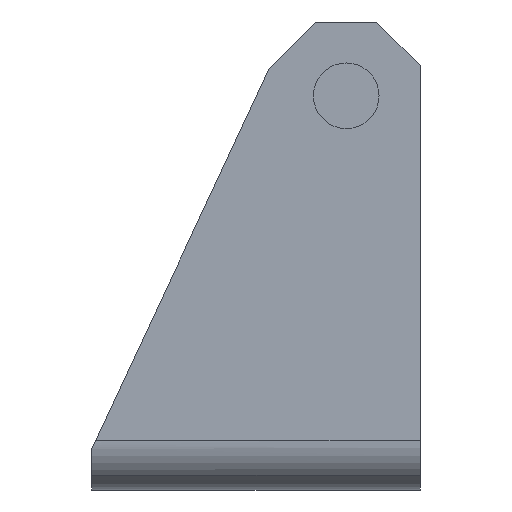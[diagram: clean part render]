
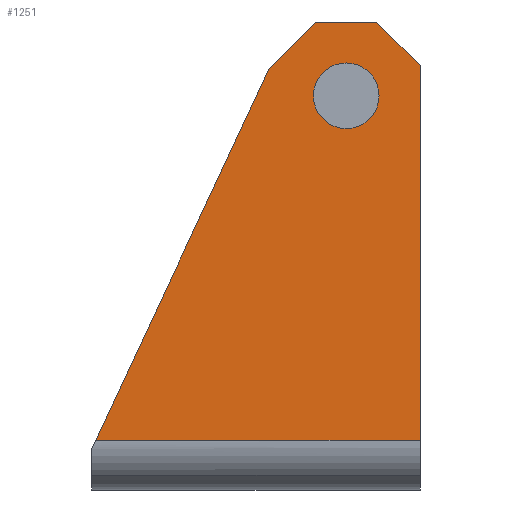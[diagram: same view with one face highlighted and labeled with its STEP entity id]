
A CAD part, top view. The second image highlights one B-rep face of the part: STEP entity #1251.
In plain terms, the highlighted planar face has unit normal (0, 0, 1).
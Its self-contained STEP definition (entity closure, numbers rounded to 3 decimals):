
#133=CARTESIAN_POINT('',(-2.0,24.,6.5));
#134=VERTEX_POINT('',#133);
#143=CARTESIAN_POINT('',(2.0,24.,6.5));
#144=VERTEX_POINT('',#143);
#145=CARTESIAN_POINT('',(0.0,24.,6.5));
#146=DIRECTION('',(0.0,0.0,-1.0));
#147=DIRECTION('',(-1.0,0.0,0.0));
#148=AXIS2_PLACEMENT_3D('',#145,#146,#147);
#149=CIRCLE('',#148,2.0);
#150=EDGE_CURVE('',#144,#134,#149,.T.);
#395=CARTESIAN_POINT('',(4.5,3.,6.5));
#396=VERTEX_POINT('',#395);
#404=CARTESIAN_POINT('',(-15.267,3.,6.5));
#405=VERTEX_POINT('',#404);
#406=CARTESIAN_POINT('',(4.5,3.,6.5));
#407=DIRECTION('',(-1.0,0.0,0.0));
#408=VECTOR('',#407,19.767);
#409=LINE('',#406,#408);
#410=EDGE_CURVE('',#396,#405,#409,.T.);
#669=CARTESIAN_POINT('',(-4.697,25.667,6.5));
#670=VERTEX_POINT('',#669);
#671=CARTESIAN_POINT('',(-15.267,3.,6.5));
#672=DIRECTION('',(0.423,0.906,0.0));
#673=VECTOR('',#672,25.01);
#674=LINE('',#671,#673);
#675=EDGE_CURVE('',#405,#670,#674,.T.);
#922=CARTESIAN_POINT('',(0.0,24.,6.5));
#923=DIRECTION('',(0.0,0.0,-1.0));
#924=DIRECTION('',(-1.0,0.0,0.0));
#925=AXIS2_PLACEMENT_3D('',#922,#923,#924);
#926=CIRCLE('',#925,2.0);
#927=EDGE_CURVE('',#134,#144,#926,.T.);
#1065=CARTESIAN_POINT('',(4.5,25.864,6.5));
#1066=VERTEX_POINT('',#1065);
#1073=CARTESIAN_POINT('',(4.5,25.864,6.5));
#1074=DIRECTION('',(0.0,-1.0,0.0));
#1075=VECTOR('',#1074,22.864);
#1076=LINE('',#1073,#1075);
#1077=EDGE_CURVE('',#1066,#396,#1076,.T.);
#1092=CARTESIAN_POINT('',(1.864,28.5,6.5));
#1093=VERTEX_POINT('',#1092);
#1100=CARTESIAN_POINT('',(1.864,28.5,6.5));
#1101=DIRECTION('',(0.707,-0.707,0.0));
#1102=VECTOR('',#1101,3.728);
#1103=LINE('',#1100,#1102);
#1104=EDGE_CURVE('',#1093,#1066,#1103,.T.);
#1116=CARTESIAN_POINT('',(-1.864,28.5,6.5));
#1117=VERTEX_POINT('',#1116);
#1124=CARTESIAN_POINT('',(-1.864,28.5,6.5));
#1125=DIRECTION('',(1.0,0.0,0.0));
#1126=VECTOR('',#1125,3.728);
#1127=LINE('',#1124,#1126);
#1128=EDGE_CURVE('',#1117,#1093,#1127,.T.);
#1141=CARTESIAN_POINT('',(-4.697,25.667,6.5));
#1142=DIRECTION('',(0.707,0.707,0.0));
#1143=VECTOR('',#1142,4.007);
#1144=LINE('',#1141,#1143);
#1145=EDGE_CURVE('',#670,#1117,#1144,.T.);
#1234=CARTESIAN_POINT('',(-3.417,11.872,6.5));
#1235=DIRECTION('',(0.0,0.0,1.0));
#1236=DIRECTION('',(1.0,0.0,0.0));
#1237=AXIS2_PLACEMENT_3D('',#1234,#1235,#1236);
#1238=PLANE('',#1237);
#1239=ORIENTED_EDGE('',*,*,#410,.F.);
#1240=ORIENTED_EDGE('',*,*,#1077,.F.);
#1241=ORIENTED_EDGE('',*,*,#1104,.F.);
#1242=ORIENTED_EDGE('',*,*,#1128,.F.);
#1243=ORIENTED_EDGE('',*,*,#1145,.F.);
#1244=ORIENTED_EDGE('',*,*,#675,.F.);
#1245=EDGE_LOOP('',(#1239,#1240,#1241,#1242,#1243,#1244));
#1246=FACE_OUTER_BOUND('',#1245,.T.);
#1247=ORIENTED_EDGE('',*,*,#150,.T.);
#1248=ORIENTED_EDGE('',*,*,#927,.T.);
#1249=EDGE_LOOP('',(#1247,#1248));
#1250=FACE_BOUND('',#1249,.T.);
#1251=ADVANCED_FACE('',(#1246,#1250),#1238,.T.);
